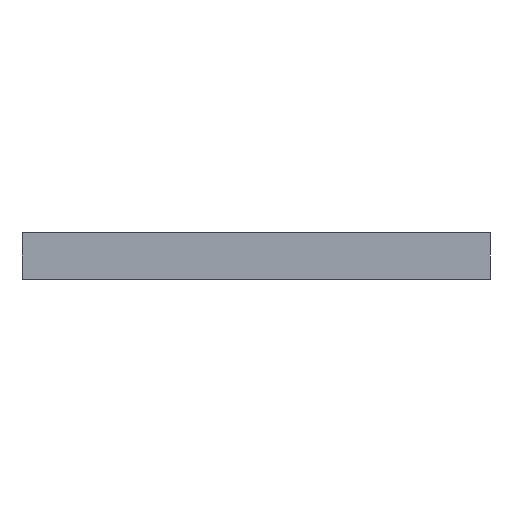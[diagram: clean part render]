
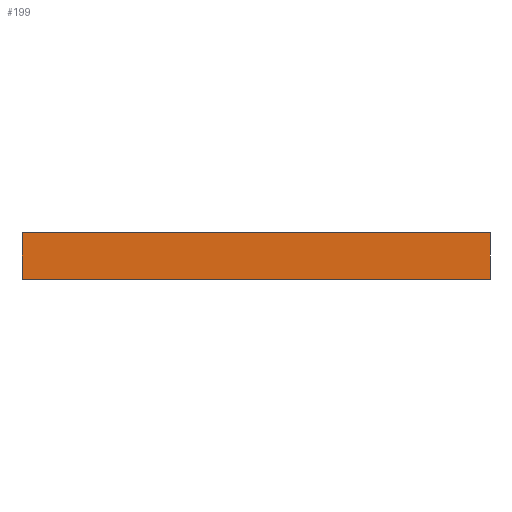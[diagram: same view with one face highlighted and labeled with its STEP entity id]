
A CAD part, front view. The second image highlights one B-rep face of the part: STEP entity #199.
In plain terms, the highlighted planar face has unit normal (0, -1, 0).
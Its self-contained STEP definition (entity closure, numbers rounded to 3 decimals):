
#49 = VERTEX_POINT ( 'NONE', #613 ) ;
#78 = VERTEX_POINT ( 'NONE', #577 ) ;
#84 = EDGE_CURVE ( 'NONE', #49, #78, #685, .T. ) ;
#145 = EDGE_CURVE ( 'NONE', #49, #203, #553, .T. ) ;
#161 = EDGE_LOOP ( 'NONE', ( #162, #186, #188, #173 ) ) ;
#162 = ORIENTED_EDGE ( 'NONE', *, *, #204, .T. ) ;
#173 = ORIENTED_EDGE ( 'NONE', *, *, #84, .T. ) ;
#179 = EDGE_CURVE ( 'NONE', #203, #195, #866, .T. ) ;
#186 = ORIENTED_EDGE ( 'NONE', *, *, #179, .F. ) ;
#188 = ORIENTED_EDGE ( 'NONE', *, *, #145, .F. ) ;
#195 = VERTEX_POINT ( 'NONE', #853 ) ;
#199 = ADVANCED_FACE ( 'NONE', ( #833 ), #839, .F. ) ;
#203 = VERTEX_POINT ( 'NONE', #856 ) ;
#204 = EDGE_CURVE ( 'NONE', #78, #195, #830, .T. ) ;
#550 = DIRECTION ( 'NONE',  ( 1., 0., 0. ) ) ;
#551 = VECTOR ( 'NONE', #550, 1000. ) ;
#552 = CARTESIAN_POINT ( 'NONE',  ( 0., 0., 10. ) ) ;
#553 = LINE ( 'NONE', #552, #551 ) ;
#577 = CARTESIAN_POINT ( 'NONE',  ( 0., 0., 0. ) ) ;
#613 = CARTESIAN_POINT ( 'NONE',  ( 0., 0., 10. ) ) ;
#632 = DIRECTION ( 'NONE',  ( 0., 0., -1. ) ) ;
#633 = VECTOR ( 'NONE', #632, 1000. ) ;
#634 = CARTESIAN_POINT ( 'NONE',  ( 0., 0., 10. ) ) ;
#685 = LINE ( 'NONE', #634, #633 ) ;
#811 = DIRECTION ( 'NONE',  ( 1., 0., 0. ) ) ;
#812 = VECTOR ( 'NONE', #811, 1000. ) ;
#823 = CARTESIAN_POINT ( 'NONE',  ( 0., 0., 10. ) ) ;
#829 = CARTESIAN_POINT ( 'NONE',  ( 0., 0., 0. ) ) ;
#830 = LINE ( 'NONE', #829, #812 ) ;
#831 = DIRECTION ( 'NONE',  ( 0., 0., 1. ) ) ;
#833 = FACE_OUTER_BOUND ( 'NONE', #161, .T. ) ;
#838 = DIRECTION ( 'NONE',  ( 0., 1., 0. ) ) ;
#839 = PLANE ( 'NONE',  #852 ) ;
#844 = DIRECTION ( 'NONE',  ( 0., 0., -1. ) ) ;
#845 = VECTOR ( 'NONE', #844, 1000. ) ;
#846 = CARTESIAN_POINT ( 'NONE',  ( 100., 0., 10. ) ) ;
#852 = AXIS2_PLACEMENT_3D ( 'NONE', #823, #838, #831 ) ;
#853 = CARTESIAN_POINT ( 'NONE',  ( 100., 0., 0. ) ) ;
#856 = CARTESIAN_POINT ( 'NONE',  ( 100., 0., 10. ) ) ;
#866 = LINE ( 'NONE', #846, #845 ) ;
